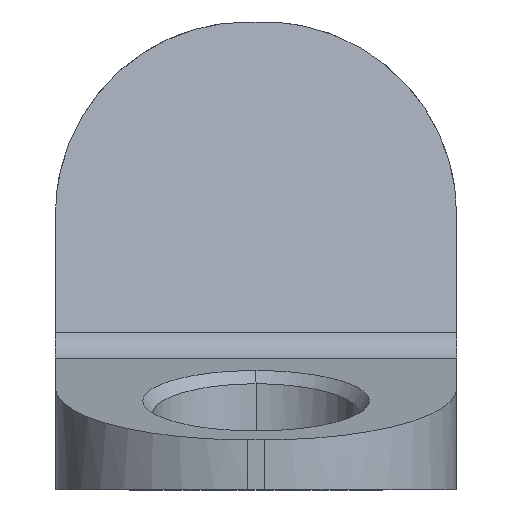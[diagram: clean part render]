
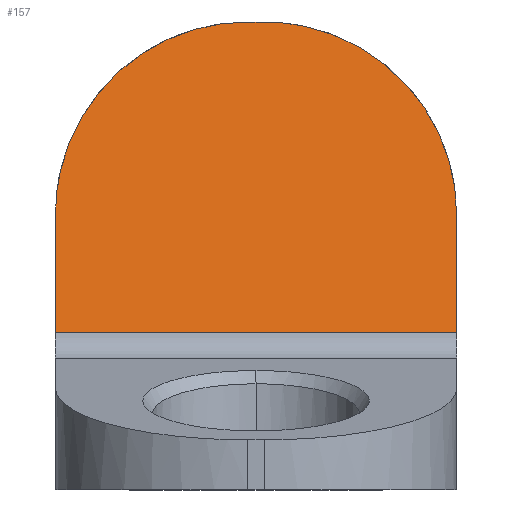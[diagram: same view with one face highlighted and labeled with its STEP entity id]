
A CAD part, front view. The second image highlights one B-rep face of the part: STEP entity #157.
In plain terms, the highlighted planar face has unit normal (0, -0.98, 0.201).
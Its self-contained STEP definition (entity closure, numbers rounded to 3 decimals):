
#7 = CARTESIAN_POINT ( 'NONE',  ( 6., -3.109, 4.706 ) ) ;
#48 = VECTOR ( 'NONE', #1157, 1000. ) ;
#49 = EDGE_LOOP ( 'NONE', ( #973, #810, #1159, #913, #1123, #582 ) ) ;
#51 = VECTOR ( 'NONE', #1058, 1000. ) ;
#77 = CARTESIAN_POINT ( 'NONE',  ( 6., -3.109, 4.706 ) ) ;
#85 = LINE ( 'NONE', #463, #564 ) ;
#103 =( BOUNDED_CURVE ( )  B_SPLINE_CURVE ( 3, ( #1049, #771, #963, #780 ),
 .UNSPECIFIED., .F., .T. ) 
 B_SPLINE_CURVE_WITH_KNOTS ( ( 4, 4 ),
 ( 3.142, 4.712 ),
 .UNSPECIFIED. ) 
 CURVE ( )  GEOMETRIC_REPRESENTATION_ITEM ( )  RATIONAL_B_SPLINE_CURVE ( ( 1., 0.805, 0.805, 1. ) ) 
 REPRESENTATION_ITEM ( '' )  );
#137 = VERTEX_POINT ( 'NONE', #823 ) ;
#145 = DIRECTION ( 'NONE',  ( 0., 0.98, -0.201 ) ) ;
#155 = CARTESIAN_POINT ( 'NONE',  ( -6., -3.109, 4.706 ) ) ;
#157 = ADVANCED_FACE ( 'NONE', ( #728 ), #248, .F. ) ;
#215 = CARTESIAN_POINT ( 'NONE',  ( 0.25, -1.2, 14. ) ) ;
#248 = PLANE ( 'NONE',  #405 ) ;
#250 = VERTEX_POINT ( 'NONE', #155 ) ;
#257 = LINE ( 'NONE', #77, #356 ) ;
#273 = DIRECTION ( 'NONE',  ( 0., -0.201, -0.98 ) ) ;
#280 = EDGE_CURVE ( 'NONE', #981, #137, #103, .T. ) ;
#290 = CARTESIAN_POINT ( 'NONE',  ( 3.618, -1.2, 14. ) ) ;
#296 = EDGE_CURVE ( 'NONE', #137, #250, #85, .T. ) ;
#356 = VECTOR ( 'NONE', #743, 1000. ) ;
#371 = CARTESIAN_POINT ( 'NONE',  ( 6., -3.109, 4.706 ) ) ;
#405 = AXIS2_PLACEMENT_3D ( 'NONE', #1024, #145, #827 ) ;
#463 = CARTESIAN_POINT ( 'NONE',  ( -6., -3.109, 4.706 ) ) ;
#564 = VECTOR ( 'NONE', #273, 1000. ) ;
#577 = CARTESIAN_POINT ( 'NONE',  ( -0.25, -1.2, 14. ) ) ;
#582 = ORIENTED_EDGE ( 'NONE', *, *, #848, .T. ) ;
#596 = CARTESIAN_POINT ( 'NONE',  ( 6., -2.381, 8.25 ) ) ;
#621 = EDGE_CURVE ( 'NONE', #1202, #250, #1164, .T. ) ;
#677 = CARTESIAN_POINT ( 'NONE',  ( 6., -1.689, 11.618 ) ) ;
#728 = FACE_OUTER_BOUND ( 'NONE', #49, .T. ) ;
#743 = DIRECTION ( 'NONE',  ( 0., -0.201, -0.98 ) ) ;
#771 = CARTESIAN_POINT ( 'NONE',  ( -3.618, -1.2, 14. ) ) ;
#779 = EDGE_CURVE ( 'NONE', #1241, #1202, #257, .T. ) ;
#780 = CARTESIAN_POINT ( 'NONE',  ( -6., -2.381, 8.25 ) ) ;
#783 = CARTESIAN_POINT ( 'NONE',  ( 6., -2.381, 8.25 ) ) ;
#805 = VERTEX_POINT ( 'NONE', #1146 ) ;
#810 = ORIENTED_EDGE ( 'NONE', *, *, #280, .T. ) ;
#823 = CARTESIAN_POINT ( 'NONE',  ( -6., -2.381, 8.25 ) ) ;
#827 = DIRECTION ( 'NONE',  ( 0., 0.201, 0.98 ) ) ;
#848 = EDGE_CURVE ( 'NONE', #1241, #805, #1148, .T. ) ;
#880 = CARTESIAN_POINT ( 'NONE',  ( 6., -1.2, 14. ) ) ;
#903 = LINE ( 'NONE', #880, #51 ) ;
#913 = ORIENTED_EDGE ( 'NONE', *, *, #621, .F. ) ;
#922 = EDGE_CURVE ( 'NONE', #805, #981, #903, .T. ) ;
#963 = CARTESIAN_POINT ( 'NONE',  ( -6., -1.689, 11.618 ) ) ;
#973 = ORIENTED_EDGE ( 'NONE', *, *, #922, .T. ) ;
#981 = VERTEX_POINT ( 'NONE', #577 ) ;
#1024 = CARTESIAN_POINT ( 'NONE',  ( 6., -3.109, 4.706 ) ) ;
#1049 = CARTESIAN_POINT ( 'NONE',  ( -0.25, -1.2, 14. ) ) ;
#1058 = DIRECTION ( 'NONE',  ( -1., 0., 0. ) ) ;
#1123 = ORIENTED_EDGE ( 'NONE', *, *, #779, .F. ) ;
#1146 = CARTESIAN_POINT ( 'NONE',  ( 0.25, -1.2, 14. ) ) ;
#1148 =( BOUNDED_CURVE ( )  B_SPLINE_CURVE ( 3, ( #783, #677, #290, #215 ),
 .UNSPECIFIED., .F., .T. ) 
 B_SPLINE_CURVE_WITH_KNOTS ( ( 4, 4 ),
 ( 4.712, 6.283 ),
 .UNSPECIFIED. ) 
 CURVE ( )  GEOMETRIC_REPRESENTATION_ITEM ( )  RATIONAL_B_SPLINE_CURVE ( ( 1., 0.805, 0.805, 1. ) ) 
 REPRESENTATION_ITEM ( '' )  );
#1157 = DIRECTION ( 'NONE',  ( -1., 0., 0. ) ) ;
#1159 = ORIENTED_EDGE ( 'NONE', *, *, #296, .T. ) ;
#1164 = LINE ( 'NONE', #371, #48 ) ;
#1202 = VERTEX_POINT ( 'NONE', #7 ) ;
#1241 = VERTEX_POINT ( 'NONE', #596 ) ;
